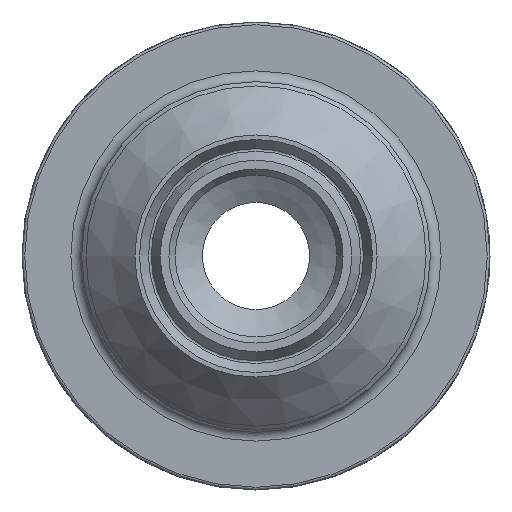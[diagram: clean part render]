
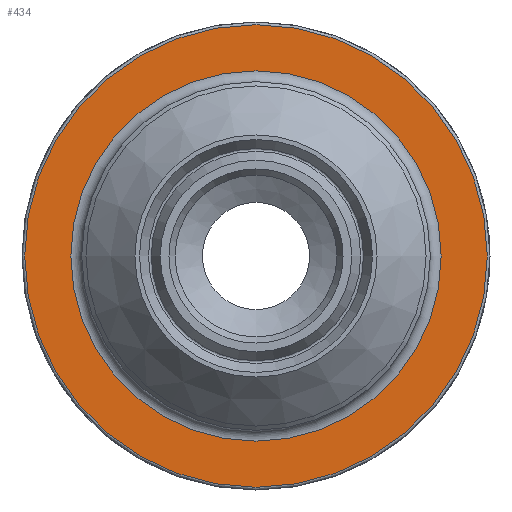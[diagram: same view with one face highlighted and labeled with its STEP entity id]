
A CAD part, left-side view. The second image highlights one B-rep face of the part: STEP entity #434.
In plain terms, the highlighted planar face has unit normal (-1, 0, 0).
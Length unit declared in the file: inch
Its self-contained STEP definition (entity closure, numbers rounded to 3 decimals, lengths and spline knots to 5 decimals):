
#35=PLANE('',#497);
#69=FACE_BOUND('',#142,.T.);
#100=FACE_OUTER_BOUND('',#141,.T.);
#141=EDGE_LOOP('',(#335));
#142=EDGE_LOOP('',(#336));
#205=CIRCLE('',#495,0.425);
#207=CIRCLE('',#498,0.34025);
#241=VERTEX_POINT('',#729);
#243=VERTEX_POINT('',#734);
#283=EDGE_CURVE('',#241,#241,#205,.T.);
#285=EDGE_CURVE('',#243,#243,#207,.T.);
#335=ORIENTED_EDGE('',*,*,#283,.F.);
#336=ORIENTED_EDGE('',*,*,#285,.F.);
#434=ADVANCED_FACE('',(#100,#69),#35,.T.);
#495=AXIS2_PLACEMENT_3D('',#730,#578,#579);
#497=AXIS2_PLACEMENT_3D('',#733,#582,#583);
#498=AXIS2_PLACEMENT_3D('',#735,#584,#585);
#578=DIRECTION('center_axis',(1.,0.,0.));
#579=DIRECTION('ref_axis',(0.,-1.,0.));
#582=DIRECTION('center_axis',(-1.,0.,0.));
#583=DIRECTION('ref_axis',(0.,0.,1.));
#584=DIRECTION('center_axis',(-1.,0.,0.));
#585=DIRECTION('ref_axis',(0.,-1.,0.));
#729=CARTESIAN_POINT('',(0.,0.425,0.));
#730=CARTESIAN_POINT('Origin',(0.,0.,0.));
#733=CARTESIAN_POINT('Origin',(0.,0.215,0.));
#734=CARTESIAN_POINT('',(0.,0.34025,0.));
#735=CARTESIAN_POINT('Origin',(0.,0.,0.));
